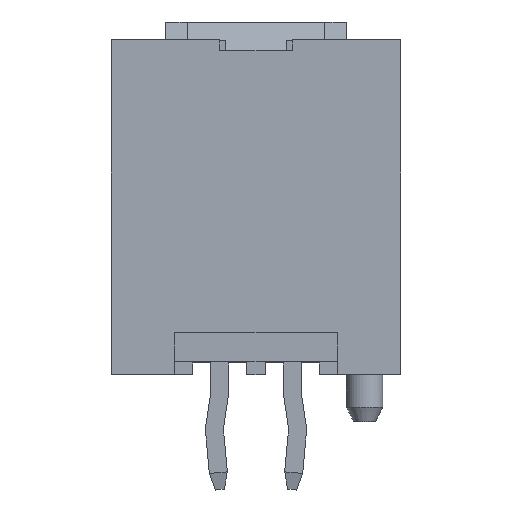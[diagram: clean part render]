
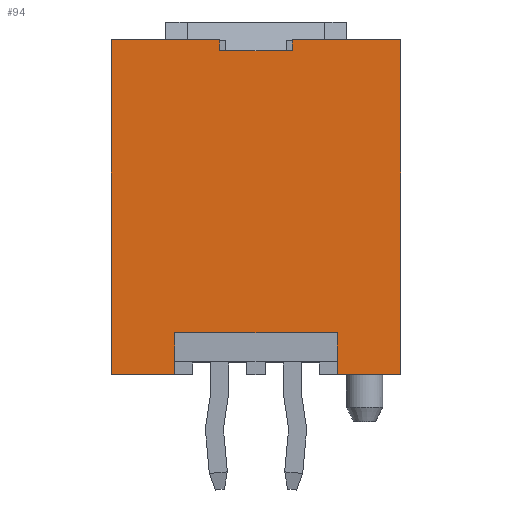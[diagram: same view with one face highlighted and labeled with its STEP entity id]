
A CAD part, top view. The second image highlights one B-rep face of the part: STEP entity #94.
In plain terms, the highlighted planar face has unit normal (0, 0, 1).
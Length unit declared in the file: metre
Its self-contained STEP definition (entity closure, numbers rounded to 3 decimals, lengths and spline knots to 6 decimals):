
#94 = ADVANCED_FACE( '', ( #309 ), #310, .T. );
#309 = FACE_OUTER_BOUND( '', #632, .T. );
#310 = PLANE( '', #633 );
#632 = EDGE_LOOP( '', ( #1309, #1310, #1311, #1312, #1313, #1314, #1315, #1316, #1317, #1318, #1319, #1320 ) );
#633 = AXIS2_PLACEMENT_3D( '', #1321, #1322, #1323 );
#1309 = ORIENTED_EDGE( '', *, *, #2434, .T. );
#1310 = ORIENTED_EDGE( '', *, *, #2435, .F. );
#1311 = ORIENTED_EDGE( '', *, *, #2197, .T. );
#1312 = ORIENTED_EDGE( '', *, *, #2436, .T. );
#1313 = ORIENTED_EDGE( '', *, *, #2437, .F. );
#1314 = ORIENTED_EDGE( '', *, *, #2225, .T. );
#1315 = ORIENTED_EDGE( '', *, *, #2438, .T. );
#1316 = ORIENTED_EDGE( '', *, *, #2439, .T. );
#1317 = ORIENTED_EDGE( '', *, *, #2440, .T. );
#1318 = ORIENTED_EDGE( '', *, *, #2280, .F. );
#1319 = ORIENTED_EDGE( '', *, *, #2441, .T. );
#1320 = ORIENTED_EDGE( '', *, *, #2424, .F. );
#1321 = CARTESIAN_POINT( '', ( -0.004, 0.00925, 0. ) );
#1322 = DIRECTION( '', ( 0., 0., 1. ) );
#1323 = DIRECTION( '', ( 1., 0., 0. ) );
#2197 = EDGE_CURVE( '', #2641, #2645, #2647, .T. );
#2225 = EDGE_CURVE( '', #2703, #2701, #2704, .T. );
#2280 = EDGE_CURVE( '', #2801, #2792, #2803, .T. );
#2424 = EDGE_CURVE( '', #3058, #3060, #3061, .T. );
#2434 = EDGE_CURVE( '', #3058, #3077, #3078, .T. );
#2435 = EDGE_CURVE( '', #2641, #3077, #3079, .T. );
#2436 = EDGE_CURVE( '', #2645, #3080, #3081, .T. );
#2437 = EDGE_CURVE( '', #2703, #3080, #3082, .T. );
#2438 = EDGE_CURVE( '', #2701, #3083, #3084, .T. );
#2439 = EDGE_CURVE( '', #3083, #3085, #3086, .T. );
#2440 = EDGE_CURVE( '', #3085, #2792, #3087, .T. );
#2441 = EDGE_CURVE( '', #2801, #3060, #3088, .T. );
#2641 = VERTEX_POINT( '', #3366 );
#2645 = VERTEX_POINT( '', #3372 );
#2647 = LINE( '', #3375, #3376 );
#2701 = VERTEX_POINT( '', #3456 );
#2703 = VERTEX_POINT( '', #3459 );
#2704 = LINE( '', #3460, #3461 );
#2792 = VERTEX_POINT( '', #3594 );
#2801 = VERTEX_POINT( '', #3607 );
#2803 = LINE( '', #3610, #3611 );
#3058 = VERTEX_POINT( '', #4007 );
#3060 = VERTEX_POINT( '', #4010 );
#3061 = LINE( '', #4011, #4012 );
#3077 = VERTEX_POINT( '', #4037 );
#3078 = LINE( '', #4038, #4039 );
#3079 = LINE( '', #4040, #4041 );
#3080 = VERTEX_POINT( '', #4042 );
#3081 = LINE( '', #4043, #4044 );
#3082 = LINE( '', #4045, #4046 );
#3083 = VERTEX_POINT( '', #4047 );
#3084 = LINE( '', #4048, #4049 );
#3085 = VERTEX_POINT( '', #4050 );
#3086 = LINE( '', #4051, #4052 );
#3087 = LINE( '', #4053, #4054 );
#3088 = LINE( '', #4055, #4056 );
#3366 = CARTESIAN_POINT( '', ( 0.001, 0.00895, 0. ) );
#3372 = CARTESIAN_POINT( '', ( -0.001, 0.00895, 0. ) );
#3375 = CARTESIAN_POINT( '', ( 0.001, 0.00895, 0. ) );
#3376 = VECTOR( '', #4437, 1. );
#3456 = CARTESIAN_POINT( '', ( -0.004, 0., 0. ) );
#3459 = CARTESIAN_POINT( '', ( -0.004, 0.00925, 0. ) );
#3460 = CARTESIAN_POINT( '', ( -0.004, 0.00925, 0. ) );
#3461 = VECTOR( '', #4465, 1. );
#3594 = CARTESIAN_POINT( '', ( 0.00225, 0.00115, 0. ) );
#3607 = CARTESIAN_POINT( '', ( 0.00225, 0., 0. ) );
#3610 = CARTESIAN_POINT( '', ( 0.00225, 0., 0. ) );
#3611 = VECTOR( '', #4528, 1. );
#4007 = CARTESIAN_POINT( '', ( 0.004, 0.00925, 0. ) );
#4010 = CARTESIAN_POINT( '', ( 0.004, 0., 0. ) );
#4011 = CARTESIAN_POINT( '', ( 0.004, 0.00925, 0. ) );
#4012 = VECTOR( '', #4670, 1. );
#4037 = CARTESIAN_POINT( '', ( 0.001, 0.00925, 0. ) );
#4038 = CARTESIAN_POINT( '', ( 0.004, 0.00925, 0. ) );
#4039 = VECTOR( '', #4680, 1. );
#4040 = CARTESIAN_POINT( '', ( 0.001, 0.00895, 0. ) );
#4041 = VECTOR( '', #4681, 1. );
#4042 = CARTESIAN_POINT( '', ( -0.001, 0.00925, 0. ) );
#4043 = CARTESIAN_POINT( '', ( -0.001, 0.00895, 0. ) );
#4044 = VECTOR( '', #4682, 1. );
#4045 = CARTESIAN_POINT( '', ( -0.004, 0.00925, 0. ) );
#4046 = VECTOR( '', #4683, 1. );
#4047 = CARTESIAN_POINT( '', ( -0.00225, 0., 0. ) );
#4048 = CARTESIAN_POINT( '', ( -0.004, 0., 0. ) );
#4049 = VECTOR( '', #4684, 1. );
#4050 = CARTESIAN_POINT( '', ( -0.00225, 0.00115, 0. ) );
#4051 = CARTESIAN_POINT( '', ( -0.00225, 0., 0. ) );
#4052 = VECTOR( '', #4685, 1. );
#4053 = CARTESIAN_POINT( '', ( -0.00225, 0.00115, 0. ) );
#4054 = VECTOR( '', #4686, 1. );
#4055 = CARTESIAN_POINT( '', ( 0.00225, 0., 0. ) );
#4056 = VECTOR( '', #4687, 1. );
#4437 = DIRECTION( '', ( -1., 0., 0. ) );
#4465 = DIRECTION( '', ( 0., -1., 0. ) );
#4528 = DIRECTION( '', ( 0., 1., 0. ) );
#4670 = DIRECTION( '', ( 0., -1., 0. ) );
#4680 = DIRECTION( '', ( -1., 0., 0. ) );
#4681 = DIRECTION( '', ( 0., 1., 0. ) );
#4682 = DIRECTION( '', ( 0., 1., 0. ) );
#4683 = DIRECTION( '', ( 1., 0., 0. ) );
#4684 = DIRECTION( '', ( 1., 0., 0. ) );
#4685 = DIRECTION( '', ( 0., 1., 0. ) );
#4686 = DIRECTION( '', ( 1., 0., 0. ) );
#4687 = DIRECTION( '', ( 1., 0., 0. ) );
